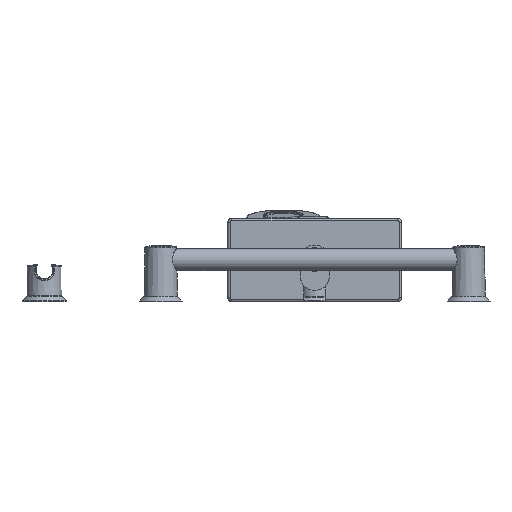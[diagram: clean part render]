
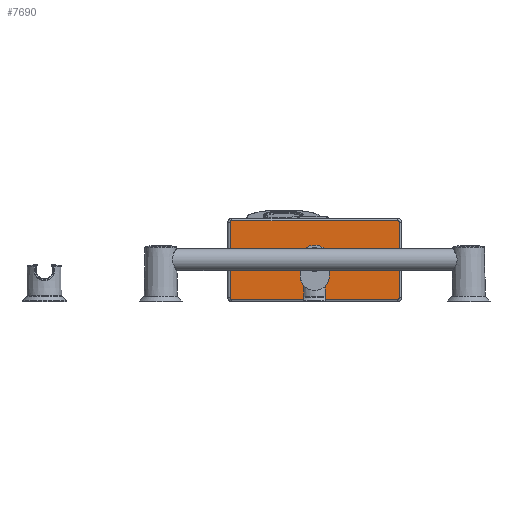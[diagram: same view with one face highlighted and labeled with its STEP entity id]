
A CAD part, front view. The second image highlights one B-rep face of the part: STEP entity #7690.
In plain terms, the highlighted planar face has unit normal (0, -1, 0).
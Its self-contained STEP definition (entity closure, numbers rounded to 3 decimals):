
#317 = CARTESIAN_POINT ( 'NONE',  ( 107., -177.378, 5.173 ) ) ;
#753 = VERTEX_POINT ( 'NONE', #10135 ) ;
#857 = EDGE_CURVE ( 'NONE', #2135, #6123, #12715, .T. ) ;
#920 = DIRECTION ( 'NONE',  ( 0., -1., 0. ) ) ;
#1090 = FACE_OUTER_BOUND ( 'NONE', #15662, .T. ) ;
#1193 = VERTEX_POINT ( 'NONE', #3163 ) ;
#1206 = VERTEX_POINT ( 'NONE', #3134 ) ;
#1272 = AXIS2_PLACEMENT_3D ( 'NONE', #6025, #16395, #7519 ) ;
#1322 = DIRECTION ( 'NONE',  ( 0., 0., 1. ) ) ;
#1481 = CIRCLE ( 'NONE', #11836, 2. ) ;
#1899 = EDGE_CURVE ( 'NONE', #5519, #14425, #9148, .T. ) ;
#1967 = VERTEX_POINT ( 'NONE', #2186 ) ;
#2135 = VERTEX_POINT ( 'NONE', #317 ) ;
#2186 = CARTESIAN_POINT ( 'NONE',  ( -18.419, -177.378, 32.901 ) ) ;
#2242 = AXIS2_PLACEMENT_3D ( 'NONE', #13552, #4543, #14978 ) ;
#2421 = DIRECTION ( 'NONE',  ( 0., 0., -1. ) ) ;
#2454 = DIRECTION ( 'NONE',  ( 0., 0., -1. ) ) ;
#2509 = VECTOR ( 'NONE', #9386, 1000. ) ;
#2526 = DIRECTION ( 'NONE',  ( 0., -1., 0. ) ) ;
#2590 = CARTESIAN_POINT ( 'NONE',  ( -105., -177.378, 5.173 ) ) ;
#3105 = CARTESIAN_POINT ( 'NONE',  ( -107., -177.378, 5.173 ) ) ;
#3134 = CARTESIAN_POINT ( 'NONE',  ( 105., -177.378, 3.173 ) ) ;
#3163 = CARTESIAN_POINT ( 'NONE',  ( -105., -177.378, 102.861 ) ) ;
#3360 = VERTEX_POINT ( 'NONE', #5555 ) ;
#3450 = LINE ( 'NONE', #12690, #2509 ) ;
#3702 = ORIENTED_EDGE ( 'NONE', *, *, #10454, .T. ) ;
#3929 = CARTESIAN_POINT ( 'NONE',  ( 0., -177.378, 32.901 ) ) ;
#3935 = DIRECTION ( 'NONE',  ( 0., -1., 0. ) ) ;
#4168 = ORIENTED_EDGE ( 'NONE', *, *, #15041, .T. ) ;
#4236 = VERTEX_POINT ( 'NONE', #11429 ) ;
#4365 = ORIENTED_EDGE ( 'NONE', *, *, #16579, .T. ) ;
#4410 = ORIENTED_EDGE ( 'NONE', *, *, #1899, .T. ) ;
#4543 = DIRECTION ( 'NONE',  ( 0., -1., 0. ) ) ;
#4610 = ORIENTED_EDGE ( 'NONE', *, *, #7526, .T. ) ;
#4967 = DIRECTION ( 'NONE',  ( 0., 0., 1. ) ) ;
#4988 = CARTESIAN_POINT ( 'NONE',  ( 107., -177.378, 105.861 ) ) ;
#5195 = CARTESIAN_POINT ( 'NONE',  ( -18.419, -177.378, 53.5 ) ) ;
#5423 = DIRECTION ( 'NONE',  ( 0., 0., -1. ) ) ;
#5519 = VERTEX_POINT ( 'NONE', #3105 ) ;
#5555 = CARTESIAN_POINT ( 'NONE',  ( 105., -177.378, 102.861 ) ) ;
#5791 = EDGE_CURVE ( 'NONE', #6123, #3360, #13129, .T. ) ;
#6025 = CARTESIAN_POINT ( 'NONE',  ( 0., -177.378, 53.5 ) ) ;
#6123 = VERTEX_POINT ( 'NONE', #15277 ) ;
#6230 = VECTOR ( 'NONE', #18663, 1000. ) ;
#6289 = AXIS2_PLACEMENT_3D ( 'NONE', #3929, #14387, #5423 ) ;
#6308 = AXIS2_PLACEMENT_3D ( 'NONE', #2590, #2526, #2454 ) ;
#6862 = EDGE_CURVE ( 'NONE', #12627, #1967, #7420, .T. ) ;
#7215 = VERTEX_POINT ( 'NONE', #14263 ) ;
#7236 = CARTESIAN_POINT ( 'NONE',  ( -13.769, -177.378, 20.667 ) ) ;
#7322 = DIRECTION ( 'NONE',  ( 0., 0., -1. ) ) ;
#7411 = ORIENTED_EDGE ( 'NONE', *, *, #857, .T. ) ;
#7420 = CIRCLE ( 'NONE', #6289, 18.419 ) ;
#7519 = DIRECTION ( 'NONE',  ( 0., 0., -1. ) ) ;
#7526 = EDGE_CURVE ( 'NONE', #14425, #18377, #3450, .T. ) ;
#7657 = ORIENTED_EDGE ( 'NONE', *, *, #17522, .T. ) ;
#7690 = ADVANCED_FACE ( 'NONE', ( #1090 ), #11390, .T. ) ;
#7830 = CARTESIAN_POINT ( 'NONE',  ( -18.419, -177.378, 53.5 ) ) ;
#7936 = EDGE_CURVE ( 'NONE', #1967, #8455, #17502, .T. ) ;
#8252 = LINE ( 'NONE', #12820, #16162 ) ;
#8280 = DIRECTION ( 'NONE',  ( 1., 0., 0. ) ) ;
#8312 = ORIENTED_EDGE ( 'NONE', *, *, #5791, .T. ) ;
#8455 = VERTEX_POINT ( 'NONE', #5195 ) ;
#8503 = AXIS2_PLACEMENT_3D ( 'NONE', #8648, #18948, #10205 ) ;
#8648 = CARTESIAN_POINT ( 'NONE',  ( 0., -177.378, 32.901 ) ) ;
#8996 = LINE ( 'NONE', #11459, #6230 ) ;
#9148 = CIRCLE ( 'NONE', #6308, 2. ) ;
#9386 = DIRECTION ( 'NONE',  ( 1., 0., 0. ) ) ;
#9473 = DIRECTION ( 'NONE',  ( 0., 0., -1. ) ) ;
#9672 = EDGE_CURVE ( 'NONE', #753, #16805, #17998, .T. ) ;
#9920 = CARTESIAN_POINT ( 'NONE',  ( 105., -177.378, 100.861 ) ) ;
#10027 = ORIENTED_EDGE ( 'NONE', *, *, #7936, .T. ) ;
#10135 = CARTESIAN_POINT ( 'NONE',  ( 18.419, -177.378, 53.5 ) ) ;
#10205 = DIRECTION ( 'NONE',  ( 0., 0., -1. ) ) ;
#10362 = CARTESIAN_POINT ( 'NONE',  ( 18.419, -177.378, 32.901 ) ) ;
#10454 = EDGE_CURVE ( 'NONE', #3360, #1193, #8996, .T. ) ;
#10580 = AXIS2_PLACEMENT_3D ( 'NONE', #18536, #11454, #2421 ) ;
#10712 = LINE ( 'NONE', #11868, #17545 ) ;
#10806 = CARTESIAN_POINT ( 'NONE',  ( -107., -177.378, 5.173 ) ) ;
#10880 = EDGE_CURVE ( 'NONE', #8455, #753, #17761, .T. ) ;
#11390 = PLANE ( 'NONE',  #10580 ) ;
#11429 = CARTESIAN_POINT ( 'NONE',  ( -107., -177.378, 100.861 ) ) ;
#11454 = DIRECTION ( 'NONE',  ( 0., -1., 0. ) ) ;
#11459 = CARTESIAN_POINT ( 'NONE',  ( -110., -177.378, 102.861 ) ) ;
#11470 = DIRECTION ( 'NONE',  ( 0., 0., -1. ) ) ;
#11686 = ORIENTED_EDGE ( 'NONE', *, *, #10880, .T. ) ;
#11836 = AXIS2_PLACEMENT_3D ( 'NONE', #12954, #3935, #14391 ) ;
#11868 = CARTESIAN_POINT ( 'NONE',  ( -13.769, -177.378, 105.861 ) ) ;
#12178 = ORIENTED_EDGE ( 'NONE', *, *, #9672, .T. ) ;
#12427 = DIRECTION ( 'NONE',  ( 0., 0., 1. ) ) ;
#12534 = CARTESIAN_POINT ( 'NONE',  ( 13.381, -177.378, 105.861 ) ) ;
#12627 = VERTEX_POINT ( 'NONE', #7236 ) ;
#12665 = ORIENTED_EDGE ( 'NONE', *, *, #18995, .T. ) ;
#12690 = CARTESIAN_POINT ( 'NONE',  ( -110., -177.378, 3.173 ) ) ;
#12715 = LINE ( 'NONE', #4988, #12757 ) ;
#12757 = VECTOR ( 'NONE', #4967, 1000. ) ;
#12820 = CARTESIAN_POINT ( 'NONE',  ( -110., -177.378, 3.173 ) ) ;
#12954 = CARTESIAN_POINT ( 'NONE',  ( -105., -177.378, 100.861 ) ) ;
#13129 = CIRCLE ( 'NONE', #18856, 2. ) ;
#13552 = CARTESIAN_POINT ( 'NONE',  ( 105., -177.378, 5.173 ) ) ;
#13568 = EDGE_CURVE ( 'NONE', #18377, #12627, #10712, .T. ) ;
#13603 = CIRCLE ( 'NONE', #8503, 18.419 ) ;
#14263 = CARTESIAN_POINT ( 'NONE',  ( 13.381, -177.378, 20.244 ) ) ;
#14387 = DIRECTION ( 'NONE',  ( 0., 1., 0. ) ) ;
#14391 = DIRECTION ( 'NONE',  ( 0., 0., -1. ) ) ;
#14425 = VERTEX_POINT ( 'NONE', #16265 ) ;
#14871 = ORIENTED_EDGE ( 'NONE', *, *, #14994, .T. ) ;
#14978 = DIRECTION ( 'NONE',  ( 0., 0., -1. ) ) ;
#14994 = EDGE_CURVE ( 'NONE', #18119, #1206, #8252, .T. ) ;
#15041 = EDGE_CURVE ( 'NONE', #1193, #4236, #1481, .T. ) ;
#15277 = CARTESIAN_POINT ( 'NONE',  ( 107., -177.378, 100.861 ) ) ;
#15662 = EDGE_LOOP ( 'NONE', ( #18694, #15785, #10027, #11686, #12178, #12665, #18010, #14871, #7657, #7411, #8312, #3702, #4168, #4365, #4410, #4610 ) ) ;
#15713 = CARTESIAN_POINT ( 'NONE',  ( 13.381, -177.378, 3.173 ) ) ;
#15754 = LINE ( 'NONE', #12534, #17547 ) ;
#15785 = ORIENTED_EDGE ( 'NONE', *, *, #6862, .T. ) ;
#16080 = EDGE_CURVE ( 'NONE', #7215, #18119, #15754, .T. ) ;
#16162 = VECTOR ( 'NONE', #8280, 1000. ) ;
#16265 = CARTESIAN_POINT ( 'NONE',  ( -105., -177.378, 3.173 ) ) ;
#16395 = DIRECTION ( 'NONE',  ( 0., 1., 0. ) ) ;
#16490 = LINE ( 'NONE', #10806, #17629 ) ;
#16579 = EDGE_CURVE ( 'NONE', #4236, #5519, #16490, .T. ) ;
#16606 = DIRECTION ( 'NONE',  ( 0., 0., -1. ) ) ;
#16805 = VERTEX_POINT ( 'NONE', #10362 ) ;
#16853 = VECTOR ( 'NONE', #7322, 1000. ) ;
#17353 = CIRCLE ( 'NONE', #2242, 2. ) ;
#17502 = LINE ( 'NONE', #7830, #18189 ) ;
#17522 = EDGE_CURVE ( 'NONE', #1206, #2135, #17353, .T. ) ;
#17545 = VECTOR ( 'NONE', #1322, 1000. ) ;
#17547 = VECTOR ( 'NONE', #9473, 1000. ) ;
#17629 = VECTOR ( 'NONE', #16606, 1000. ) ;
#17761 = CIRCLE ( 'NONE', #1272, 18.419 ) ;
#17998 = LINE ( 'NONE', #19093, #16853 ) ;
#18010 = ORIENTED_EDGE ( 'NONE', *, *, #16080, .T. ) ;
#18119 = VERTEX_POINT ( 'NONE', #15713 ) ;
#18189 = VECTOR ( 'NONE', #12427, 1000. ) ;
#18377 = VERTEX_POINT ( 'NONE', #19095 ) ;
#18536 = CARTESIAN_POINT ( 'NONE',  ( -110., -177.378, 105.861 ) ) ;
#18663 = DIRECTION ( 'NONE',  ( -1., 0., 0. ) ) ;
#18694 = ORIENTED_EDGE ( 'NONE', *, *, #13568, .T. ) ;
#18856 = AXIS2_PLACEMENT_3D ( 'NONE', #9920, #920, #11470 ) ;
#18948 = DIRECTION ( 'NONE',  ( 0., 1., 0. ) ) ;
#18995 = EDGE_CURVE ( 'NONE', #16805, #7215, #13603, .T. ) ;
#19093 = CARTESIAN_POINT ( 'NONE',  ( 18.419, -177.378, 53.5 ) ) ;
#19095 = CARTESIAN_POINT ( 'NONE',  ( -13.769, -177.378, 3.173 ) ) ;
